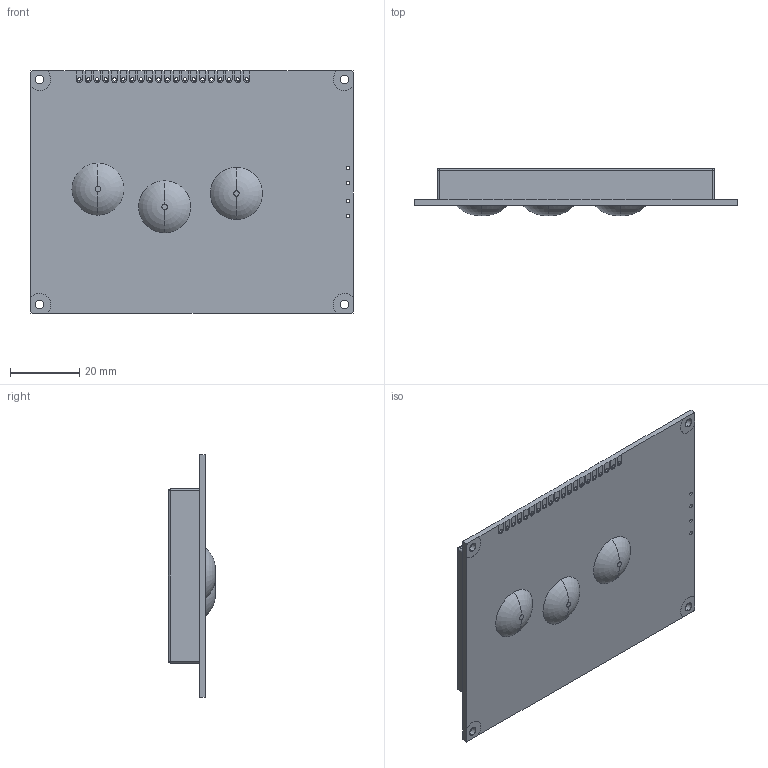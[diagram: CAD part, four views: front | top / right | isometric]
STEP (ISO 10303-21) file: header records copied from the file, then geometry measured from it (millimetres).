
FILE_DESCRIPTION (( 'STEP AP214' ), '1' );
FILE_NAME ('RG12864A-BIY-V.STEP', '2013-03-16T17:27:58', ( 'tukaz' ), ( '' ), 'SwSTEP 2.0', 'SolidWorks 2013', '' );
FILE_SCHEMA (( 'AUTOMOTIVE_DESIGN' ));
Length unit declared in the file: millimetre
Products named in the file (1): RG12864A-BIY-V
Bounding box: 93 x 13.6 x 70 mm (x, y, z)
Volume: 44731 mm3; surface area: 16232.3 mm2
Topology: 1 solids, 1 shells, 324 faces, 931 edges, 614 vertices
Faces by surface type: plane 171, cylinder 128, bspline 15, torus 6, sphere 4
Entity records: 12732 total; most frequent: CARTESIAN_POINT 3057, ORIENTED_EDGE 1854, DIRECTION 1791, EDGE_CURVE 927, VECTOR 623, LINE 623, VERTEX_POINT 614, AXIS2_PLACEMENT_3D 584
